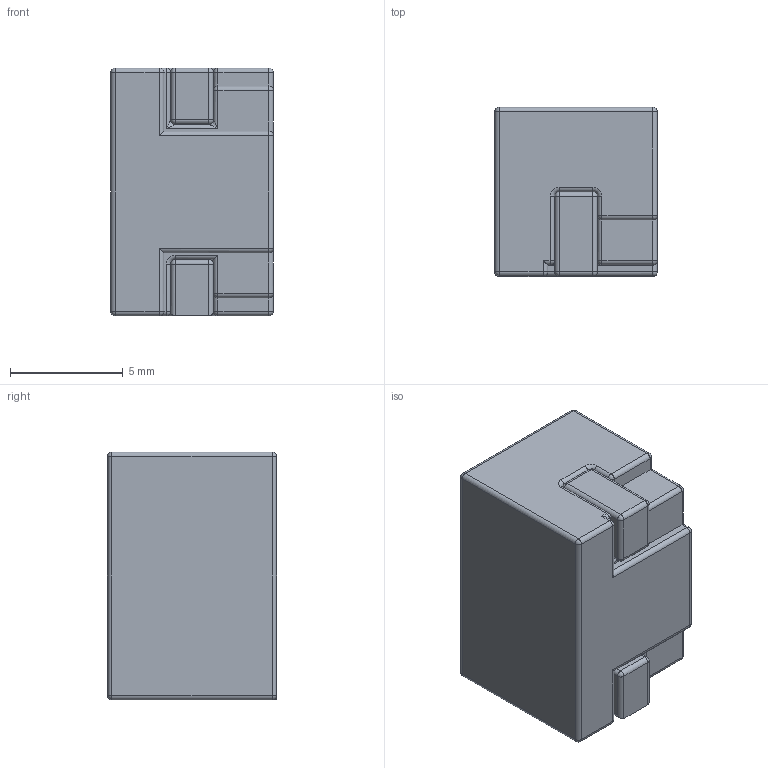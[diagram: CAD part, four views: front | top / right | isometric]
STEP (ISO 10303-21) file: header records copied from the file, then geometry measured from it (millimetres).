
FILE_DESCRIPTION(/* description */ (''),/* implementation_level */ '2;1');
FILE_NAME(/* name */ 'IND_11X7.2.step',/* time_stamp */ '2022-06-30T00:35:37-07:00',/* author */ (''),/* organization */ (''),/* preprocessor_version */ 'ST-DEVELOPER v19',/* originating_system */ 'Autodesk Translation Framework v11.7.0.108',/* authorisation */ '');
FILE_SCHEMA (('AUTOMOTIVE_DESIGN { 1 0 10303 214 3 1 1 }'));
Length unit declared in the file: millimetre
Products named in the file (1): IND_11X7.2
Bounding box: 7.2 x 7.5 x 11 mm (x, y, z)
Volume: 575.1 mm3; surface area: 522 mm2
Topology: 3 solids, 3 shells, 168 faces, 341 edges, 177 vertices
Faces by surface type: cylinder 84, plane 40, sphere 37, torus 5, bspline 2
Entity records: 4329 total; most frequent: DIRECTION 828, CARTESIAN_POINT 733, ORIENTED_EDGE 678, EDGE_CURVE 339, AXIS2_PLACEMENT_3D 322, LINE 184, VECTOR 184, VERTEX_POINT 177
